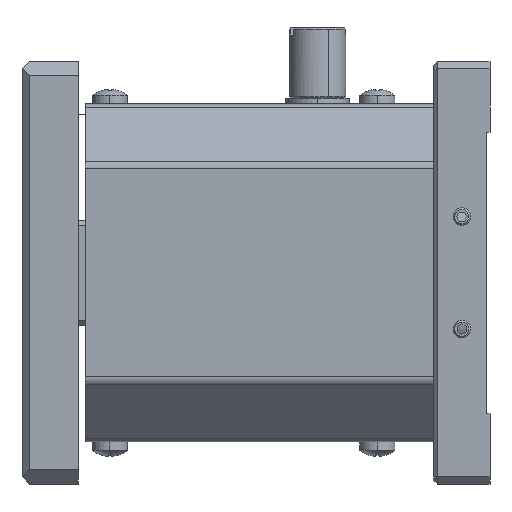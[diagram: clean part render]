
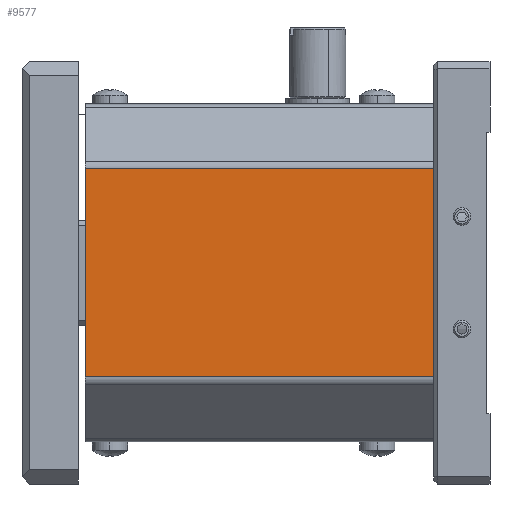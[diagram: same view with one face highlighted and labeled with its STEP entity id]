
A CAD part, left-side view. The second image highlights one B-rep face of the part: STEP entity #9577.
In plain terms, the highlighted planar face has unit normal (-1, 0, 0).
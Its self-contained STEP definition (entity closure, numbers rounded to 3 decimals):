
#309 = ORIENTED_EDGE ( 'NONE', *, *, #2357, .T. ) ;
#732 = VECTOR ( 'NONE', #11520, 1000. ) ;
#2357 = EDGE_CURVE ( 'NONE', #8424, #9862, #8959, .T. ) ;
#3014 = DIRECTION ( 'NONE',  ( -1., 0., 0. ) ) ;
#3400 = CARTESIAN_POINT ( 'NONE',  ( -28.5, 57.5, -14.793 ) ) ;
#4412 = ORIENTED_EDGE ( 'NONE', *, *, #18327, .F. ) ;
#4537 = AXIS2_PLACEMENT_3D ( 'NONE', #22214, #3014, #18694 ) ;
#4637 = EDGE_CURVE ( 'NONE', #11270, #8565, #17966, .T. ) ;
#5731 = LINE ( 'NONE', #20002, #20567 ) ;
#5736 = ORIENTED_EDGE ( 'NONE', *, *, #10423, .T. ) ;
#6087 = CARTESIAN_POINT ( 'NONE',  ( -28.5, 8., -14.793 ) ) ;
#7773 = DIRECTION ( 'NONE',  ( 0., 0., 1. ) ) ;
#8424 = VERTEX_POINT ( 'NONE', #9886 ) ;
#8565 = VERTEX_POINT ( 'NONE', #3400 ) ;
#8959 = LINE ( 'NONE', #18505, #732 ) ;
#9577 = ADVANCED_FACE ( 'NONE', ( #16704 ), #16854, .T. ) ;
#9862 = VERTEX_POINT ( 'NONE', #17838 ) ;
#9886 = CARTESIAN_POINT ( 'NONE',  ( -28.5, 8., 14.793 ) ) ;
#10423 = EDGE_CURVE ( 'NONE', #11270, #8424, #14995, .T. ) ;
#10708 = CARTESIAN_POINT ( 'NONE',  ( -28.5, 8., -14.793 ) ) ;
#11270 = VERTEX_POINT ( 'NONE', #10708 ) ;
#11520 = DIRECTION ( 'NONE',  ( 0., 1., 0. ) ) ;
#12655 = DIRECTION ( 'NONE',  ( 0., 0., 1. ) ) ;
#12804 = ORIENTED_EDGE ( 'NONE', *, *, #4637, .F. ) ;
#13899 = VECTOR ( 'NONE', #12655, 1000. ) ;
#14342 = CARTESIAN_POINT ( 'NONE',  ( -28.5, 8., 15. ) ) ;
#14995 = LINE ( 'NONE', #14342, #13899 ) ;
#16704 = FACE_OUTER_BOUND ( 'NONE', #17355, .T. ) ;
#16854 = PLANE ( 'NONE',  #4537 ) ;
#17355 = EDGE_LOOP ( 'NONE', ( #4412, #12804, #5736, #309 ) ) ;
#17838 = CARTESIAN_POINT ( 'NONE',  ( -28.5, 57.5, 14.793 ) ) ;
#17966 = LINE ( 'NONE', #6087, #18501 ) ;
#18327 = EDGE_CURVE ( 'NONE', #8565, #9862, #5731, .T. ) ;
#18501 = VECTOR ( 'NONE', #21779, 1000. ) ;
#18505 = CARTESIAN_POINT ( 'NONE',  ( -28.5, 8., 14.793 ) ) ;
#18694 = DIRECTION ( 'NONE',  ( 0., -1., 0. ) ) ;
#20002 = CARTESIAN_POINT ( 'NONE',  ( -28.5, 57.5, 15. ) ) ;
#20567 = VECTOR ( 'NONE', #7773, 1000. ) ;
#21779 = DIRECTION ( 'NONE',  ( 0., 1., 0. ) ) ;
#22214 = CARTESIAN_POINT ( 'NONE',  ( -28.5, 8., 15. ) ) ;
